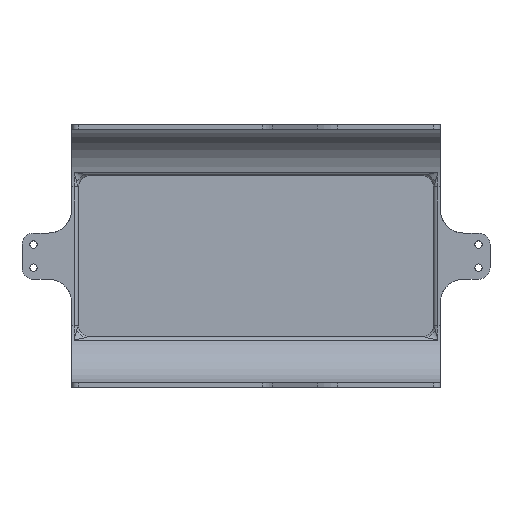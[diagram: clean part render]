
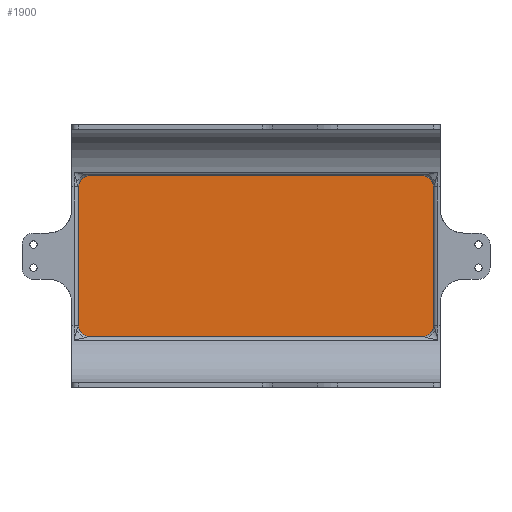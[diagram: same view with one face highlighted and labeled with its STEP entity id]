
A CAD part, top view. The second image highlights one B-rep face of the part: STEP entity #1900.
In plain terms, the highlighted planar face has unit normal (0, 0, 1).
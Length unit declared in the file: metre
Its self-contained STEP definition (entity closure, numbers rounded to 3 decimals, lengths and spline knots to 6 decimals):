
#94=PLANE('',#2036);
#144=CIRCLE('',#2037,0.005);
#145=CIRCLE('',#2038,0.005);
#146=CIRCLE('',#2039,0.005);
#147=CIRCLE('',#2040,0.005);
#262=ORIENTED_EDGE('',*,*,#831,.F.);
#263=ORIENTED_EDGE('',*,*,#838,.T.);
#264=ORIENTED_EDGE('',*,*,#839,.F.);
#265=ORIENTED_EDGE('',*,*,#840,.T.);
#266=ORIENTED_EDGE('',*,*,#818,.T.);
#267=ORIENTED_EDGE('',*,*,#841,.T.);
#268=ORIENTED_EDGE('',*,*,#842,.T.);
#269=ORIENTED_EDGE('',*,*,#843,.T.);
#818=EDGE_CURVE('',#1108,#1109,#1287,.T.);
#831=EDGE_CURVE('',#1119,#1120,#1293,.T.);
#838=EDGE_CURVE('',#1119,#1124,#144,.T.);
#839=EDGE_CURVE('',#1125,#1124,#1295,.T.);
#840=EDGE_CURVE('',#1125,#1108,#145,.T.);
#841=EDGE_CURVE('',#1109,#1126,#146,.T.);
#842=EDGE_CURVE('',#1126,#1127,#1296,.T.);
#843=EDGE_CURVE('',#1127,#1120,#147,.T.);
#1108=VERTEX_POINT('',#2774);
#1109=VERTEX_POINT('',#2775);
#1119=VERTEX_POINT('',#2842);
#1120=VERTEX_POINT('',#2844);
#1124=VERTEX_POINT('',#2893);
#1125=VERTEX_POINT('',#2895);
#1126=VERTEX_POINT('',#2898);
#1127=VERTEX_POINT('',#2900);
#1287=LINE('',#2773,#1443);
#1293=LINE('',#2843,#1449);
#1295=LINE('',#2894,#1451);
#1296=LINE('',#2899,#1452);
#1443=VECTOR('',#2239,1.);
#1449=VECTOR('',#2253,1.);
#1451=VECTOR('',#2261,1.);
#1452=VECTOR('',#2266,1.);
#1595=EDGE_LOOP('',(#262,#263,#264,#265,#266,#267,#268,#269));
#1724=FACE_BOUND('',#1595,.T.);
#1900=ADVANCED_FACE('',(#1724),#94,.T.);
#2036=AXIS2_PLACEMENT_3D('',#2891,#2257,#2258);
#2037=AXIS2_PLACEMENT_3D('',#2892,#2259,#2260);
#2038=AXIS2_PLACEMENT_3D('',#2896,#2262,#2263);
#2039=AXIS2_PLACEMENT_3D('',#2897,#2264,#2265);
#2040=AXIS2_PLACEMENT_3D('',#2901,#2267,#2268);
#2239=DIRECTION('',(1.,0.,0.));
#2253=DIRECTION('',(1.,0.,0.));
#2257=DIRECTION('',(0.,0.,1.));
#2258=DIRECTION('',(1.,0.,0.));
#2259=DIRECTION('',(0.,0.,1.));
#2260=DIRECTION('',(0.,-1.,0.));
#2261=DIRECTION('',(0.,1.,0.));
#2262=DIRECTION('',(0.,0.,1.));
#2263=DIRECTION('',(0.,-1.,0.));
#2264=DIRECTION('',(0.,0.,1.));
#2265=DIRECTION('',(0.,-1.,0.));
#2266=DIRECTION('',(0.,1.,0.));
#2267=DIRECTION('',(0.,0.,1.));
#2268=DIRECTION('',(0.,-1.,0.));
#2773=CARTESIAN_POINT('',(-0.0165,-0.035,0.002));
#2774=CARTESIAN_POINT('',(-0.054,-0.035,0.002));
#2775=CARTESIAN_POINT('',(0.09,-0.035,0.002));
#2842=CARTESIAN_POINT('',(-0.054,0.035,0.002));
#2843=CARTESIAN_POINT('',(-0.0165,0.035,0.002));
#2844=CARTESIAN_POINT('',(0.09,0.035,0.002));
#2891=CARTESIAN_POINT('',(-0.0165,0.,0.002));
#2892=CARTESIAN_POINT('',(-0.054,0.03,0.002));
#2893=CARTESIAN_POINT('',(-0.059,0.03,0.002));
#2894=CARTESIAN_POINT('',(-0.059,0.,0.002));
#2895=CARTESIAN_POINT('',(-0.059,-0.03,0.002));
#2896=CARTESIAN_POINT('',(-0.054,-0.03,0.002));
#2897=CARTESIAN_POINT('',(0.09,-0.03,0.002));
#2898=CARTESIAN_POINT('',(0.095,-0.03,0.002));
#2899=CARTESIAN_POINT('',(0.095,0.,0.002));
#2900=CARTESIAN_POINT('',(0.095,0.03,0.002));
#2901=CARTESIAN_POINT('',(0.09,0.03,0.002));
